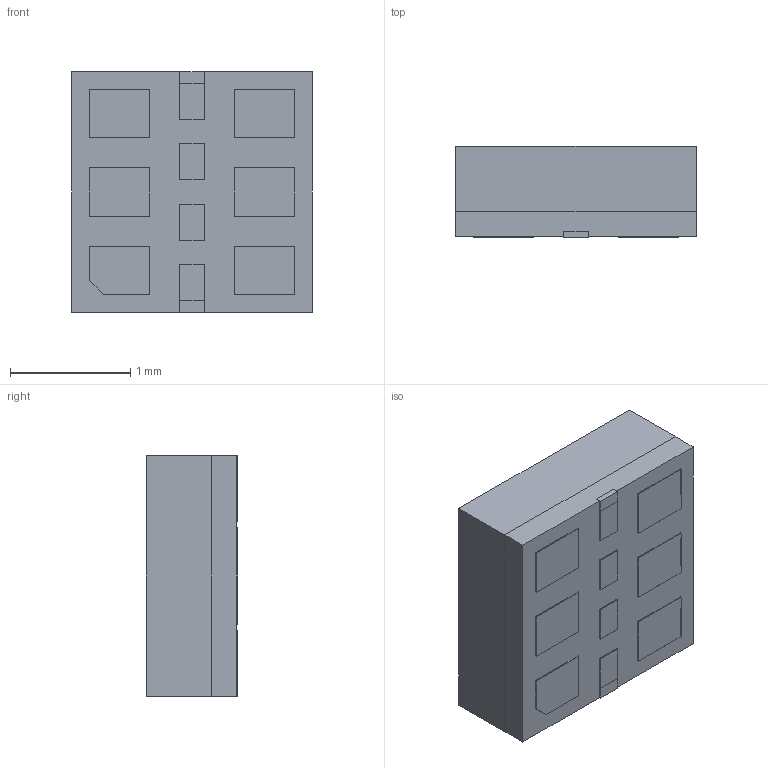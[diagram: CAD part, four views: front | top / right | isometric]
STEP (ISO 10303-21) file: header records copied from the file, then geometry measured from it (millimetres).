
FILE_DESCRIPTION (( 'STEP AP214' ), '1' );
FILE_NAME ('MAX30208CLB+.STEP', '2019-09-26T14:40:37', ( '' ), ( '' ), 'SwSTEP 2.0', 'SolidWorks 2018', '' );
FILE_SCHEMA (( 'AUTOMOTIVE_DESIGN' ));
Length unit declared in the file: millimetre
Products named in the file (1): MAX30208CLB+
Bounding box: 2 x 0.76 x 2 mm (x, y, z)
Volume: 3 mm3; surface area: 26.3 mm2
Topology: 14 solids, 14 shells, 137 faces, 300 edges, 200 vertices
Faces by surface type: plane 135, cylinder 2
Entity records: 5336 total; most frequent: CARTESIAN_POINT 638, ORIENTED_EDGE 600, DIRECTION 580, EDGE_CURVE 300, LINE 296, VECTOR 296, VERTEX_POINT 200, UNCERTAINTY_MEASURE_WITH_UNIT 153
